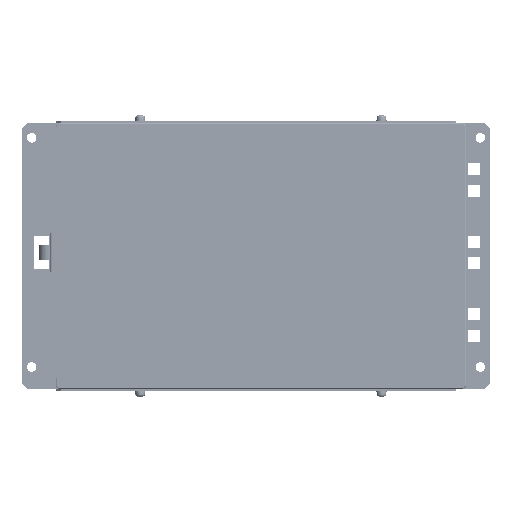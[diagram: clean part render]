
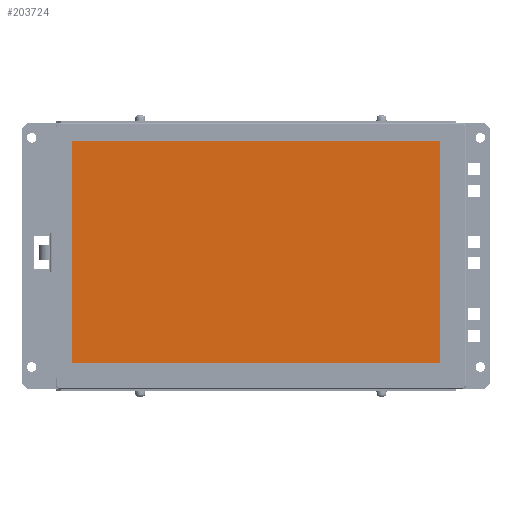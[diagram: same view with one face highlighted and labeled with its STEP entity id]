
A CAD part, top view. The second image highlights one B-rep face of the part: STEP entity #203724.
In plain terms, the highlighted planar face has unit normal (0, 0, 1).
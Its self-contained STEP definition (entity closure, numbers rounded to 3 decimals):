
#14723=FACE_OUTER_BOUND('',#26179,.T.);
#26179=EDGE_LOOP('',(#162453,#162454,#162455,#162456));
#45726=LINE('',#321682,#70263);
#45727=LINE('',#321684,#70264);
#45728=LINE('',#321686,#70265);
#45729=LINE('',#321687,#70266);
#70263=VECTOR('',#254458,10.);
#70264=VECTOR('',#254459,10.);
#70265=VECTOR('',#254460,10.);
#70266=VECTOR('',#254461,10.);
#91517=VERTEX_POINT('',#321680);
#91518=VERTEX_POINT('',#321681);
#91519=VERTEX_POINT('',#321683);
#91520=VERTEX_POINT('',#321685);
#116446=EDGE_CURVE('',#91517,#91518,#45726,.T.);
#116447=EDGE_CURVE('',#91519,#91517,#45727,.T.);
#116448=EDGE_CURVE('',#91520,#91519,#45728,.T.);
#116449=EDGE_CURVE('',#91518,#91520,#45729,.T.);
#162453=ORIENTED_EDGE('',*,*,#116446,.F.);
#162454=ORIENTED_EDGE('',*,*,#116447,.F.);
#162455=ORIENTED_EDGE('',*,*,#116448,.F.);
#162456=ORIENTED_EDGE('',*,*,#116449,.F.);
#194080=PLANE('',#216860);
#203724=ADVANCED_FACE('',(#14723),#194080,.T.);
#216860=AXIS2_PLACEMENT_3D('',#321679,#254456,#254457);
#254456=DIRECTION('center_axis',(0.,0.,1.));
#254457=DIRECTION('ref_axis',(1.,0.,0.));
#254458=DIRECTION('',(0.,-1.,0.));
#254459=DIRECTION('',(1.,0.,0.));
#254460=DIRECTION('',(0.,1.,0.));
#254461=DIRECTION('',(-1.,0.,0.));
#321679=CARTESIAN_POINT('Origin',(-1.25,0.,
7.56));
#321680=CARTESIAN_POINT('',(76.45,45.97,7.56));
#321681=CARTESIAN_POINT('',(76.45,-45.97,7.56));
#321682=CARTESIAN_POINT('',(76.45,-22.985,7.56));
#321683=CARTESIAN_POINT('',(-76.45,45.97,7.56));
#321684=CARTESIAN_POINT('',(37.6,45.97,7.56));
#321685=CARTESIAN_POINT('',(-76.45,-45.97,7.56));
#321686=CARTESIAN_POINT('',(-76.45,22.985,7.56));
#321687=CARTESIAN_POINT('',(-38.85,-45.97,7.56));
